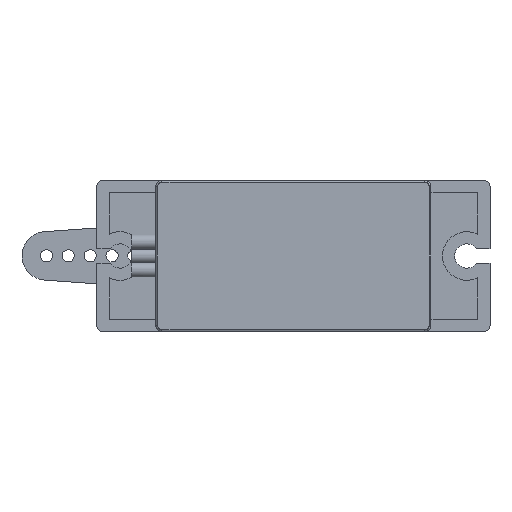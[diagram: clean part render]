
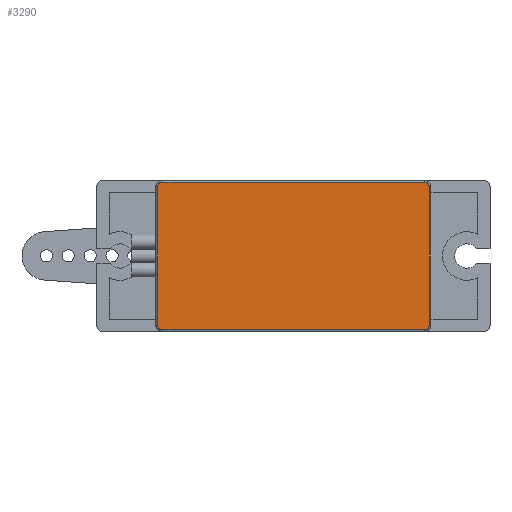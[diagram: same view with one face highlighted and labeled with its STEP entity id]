
A CAD part, front view. The second image highlights one B-rep face of the part: STEP entity #3290.
In plain terms, the highlighted planar face has unit normal (0, -1, 0).
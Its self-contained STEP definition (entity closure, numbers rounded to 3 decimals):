
#149=PLANE('',#3615);
#371=FACE_OUTER_BOUND('',#573,.T.);
#573=EDGE_LOOP('',(#2816,#2817,#2818,#2819,#2820,#2821,#2822,#2823));
#850=LINE('',#6898,#1097);
#851=LINE('',#6902,#1098);
#852=LINE('',#6906,#1099);
#853=LINE('',#6910,#1100);
#1097=VECTOR('',#4429,1000.);
#1098=VECTOR('',#4432,1000.);
#1099=VECTOR('',#4435,1000.);
#1100=VECTOR('',#4438,1000.);
#1266=CIRCLE('',#3616,0.35);
#1267=CIRCLE('',#3617,0.35);
#1268=CIRCLE('',#3618,0.35);
#1269=CIRCLE('',#3619,0.35);
#1556=VERTEX_POINT('',#6896);
#1557=VERTEX_POINT('',#6897);
#1558=VERTEX_POINT('',#6899);
#1559=VERTEX_POINT('',#6901);
#1560=VERTEX_POINT('',#6903);
#1561=VERTEX_POINT('',#6905);
#1562=VERTEX_POINT('',#6907);
#1563=VERTEX_POINT('',#6909);
#1990=EDGE_CURVE('',#1556,#1557,#850,.T.);
#1991=EDGE_CURVE('',#1557,#1558,#1266,.T.);
#1992=EDGE_CURVE('',#1558,#1559,#851,.T.);
#1993=EDGE_CURVE('',#1559,#1560,#1267,.T.);
#1994=EDGE_CURVE('',#1560,#1561,#852,.T.);
#1995=EDGE_CURVE('',#1561,#1562,#1268,.T.);
#1996=EDGE_CURVE('',#1562,#1563,#853,.T.);
#1997=EDGE_CURVE('',#1563,#1556,#1269,.T.);
#2816=ORIENTED_EDGE('',*,*,#1990,.T.);
#2817=ORIENTED_EDGE('',*,*,#1991,.T.);
#2818=ORIENTED_EDGE('',*,*,#1992,.T.);
#2819=ORIENTED_EDGE('',*,*,#1993,.T.);
#2820=ORIENTED_EDGE('',*,*,#1994,.T.);
#2821=ORIENTED_EDGE('',*,*,#1995,.T.);
#2822=ORIENTED_EDGE('',*,*,#1996,.T.);
#2823=ORIENTED_EDGE('',*,*,#1997,.T.);
#3290=ADVANCED_FACE('',(#371),#149,.T.);
#3615=AXIS2_PLACEMENT_3D('',#6895,#4427,#4428);
#3616=AXIS2_PLACEMENT_3D('',#6900,#4430,#4431);
#3617=AXIS2_PLACEMENT_3D('',#6904,#4433,#4434);
#3618=AXIS2_PLACEMENT_3D('',#6908,#4436,#4437);
#3619=AXIS2_PLACEMENT_3D('',#6911,#4439,#4440);
#4427=DIRECTION('center_axis',(0.,-1.,0.));
#4428=DIRECTION('ref_axis',(0.,0.,-1.));
#4429=DIRECTION('',(1.,0.,0.));
#4430=DIRECTION('center_axis',(0.,-1.,0.));
#4431=DIRECTION('ref_axis',(0.,0.,-1.));
#4432=DIRECTION('',(0.,0.,1.));
#4433=DIRECTION('center_axis',(0.,-1.,0.));
#4434=DIRECTION('ref_axis',(0.,0.,-1.));
#4435=DIRECTION('',(-1.,0.,0.));
#4436=DIRECTION('center_axis',(0.,-1.,0.));
#4437=DIRECTION('ref_axis',(0.,0.,-1.));
#4438=DIRECTION('',(0.,0.,-1.));
#4439=DIRECTION('center_axis',(0.,-1.,0.));
#4440=DIRECTION('ref_axis',(0.,0.,-1.));
#6895=CARTESIAN_POINT('Origin',(0.,0.,0.));
#6896=CARTESIAN_POINT('',(-10.8,0.,-6.05));
#6897=CARTESIAN_POINT('',(10.8,0.,-6.05));
#6898=CARTESIAN_POINT('',(10.8,0.,-6.05));
#6899=CARTESIAN_POINT('',(11.15,0.,-5.7));
#6900=CARTESIAN_POINT('Origin',(10.8,0.,-5.7));
#6901=CARTESIAN_POINT('',(11.15,0.,5.7));
#6902=CARTESIAN_POINT('',(11.15,0.,5.7));
#6903=CARTESIAN_POINT('',(10.8,0.,6.05));
#6904=CARTESIAN_POINT('Origin',(10.8,0.,5.7));
#6905=CARTESIAN_POINT('',(-10.8,0.,6.05));
#6906=CARTESIAN_POINT('',(-10.8,0.,6.05));
#6907=CARTESIAN_POINT('',(-11.15,0.,5.7));
#6908=CARTESIAN_POINT('Origin',(-10.8,0.,5.7));
#6909=CARTESIAN_POINT('',(-11.15,0.,-5.7));
#6910=CARTESIAN_POINT('',(-11.15,0.,-5.7));
#6911=CARTESIAN_POINT('Origin',(-10.8,0.,-5.7));
